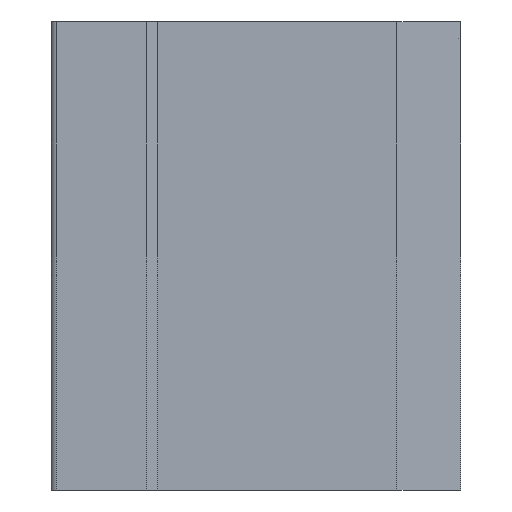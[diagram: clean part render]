
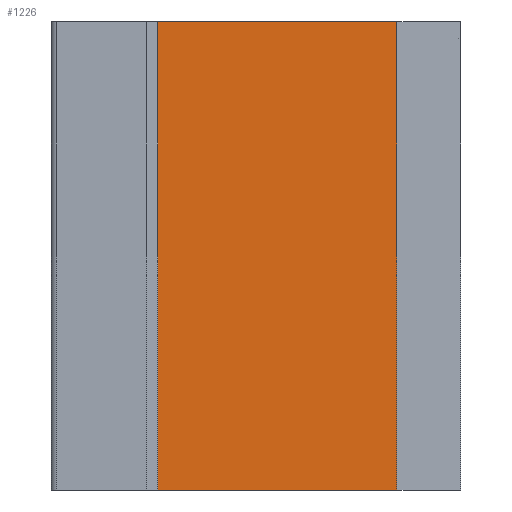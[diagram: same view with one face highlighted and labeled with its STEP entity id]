
A CAD part, left-side view. The second image highlights one B-rep face of the part: STEP entity #1226.
In plain terms, the highlighted planar face has unit normal (-1, 0, 0).
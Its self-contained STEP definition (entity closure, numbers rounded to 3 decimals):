
#41=LINE('',#2012,#115);
#42=LINE('',#2014,#116);
#43=LINE('',#2016,#117);
#44=LINE('',#2018,#118);
#115=VECTOR('',#1649,1000.);
#116=VECTOR('',#1652,1000.);
#117=VECTOR('',#1653,1000.);
#118=VECTOR('',#1654,1000.);
#208=PLANE('',#1389);
#350=ORIENTED_EDGE('',*,*,#590,.F.);
#351=ORIENTED_EDGE('',*,*,#589,.F.);
#352=ORIENTED_EDGE('',*,*,#591,.T.);
#353=ORIENTED_EDGE('',*,*,#592,.T.);
#589=EDGE_CURVE('',#725,#724,#41,.T.);
#590=EDGE_CURVE('',#724,#726,#42,.T.);
#591=EDGE_CURVE('',#725,#727,#43,.T.);
#592=EDGE_CURVE('',#727,#726,#44,.T.);
#724=VERTEX_POINT('',#2009);
#725=VERTEX_POINT('',#2011);
#726=VERTEX_POINT('',#2015);
#727=VERTEX_POINT('',#2017);
#929=EDGE_LOOP('',(#350,#351,#352,#353));
#1075=FACE_BOUND('',#929,.T.);
#1226=ADVANCED_FACE('',(#1075),#208,.T.);
#1389=AXIS2_PLACEMENT_3D('',#2013,#1650,#1651);
#1649=DIRECTION('',(0.,0.,1.));
#1650=DIRECTION('',(-1.,0.,0.));
#1651=DIRECTION('',(0.,0.,1.));
#1652=DIRECTION('',(0.,-1.,0.));
#1653=DIRECTION('',(0.,-1.,0.));
#1654=DIRECTION('',(0.,0.,1.));
#2009=CARTESIAN_POINT('',(-24.,-10.,0.));
#2011=CARTESIAN_POINT('',(-24.,-10.,-44.));
#2012=CARTESIAN_POINT('',(-24.,-10.,-44.));
#2013=CARTESIAN_POINT('',(-24.,-10.,-44.));
#2014=CARTESIAN_POINT('',(-24.,-10.,0.));
#2015=CARTESIAN_POINT('',(-24.,-32.5,0.));
#2016=CARTESIAN_POINT('',(-24.,-10.,-44.));
#2017=CARTESIAN_POINT('',(-24.,-32.5,-44.));
#2018=CARTESIAN_POINT('',(-24.,-32.5,-44.));
